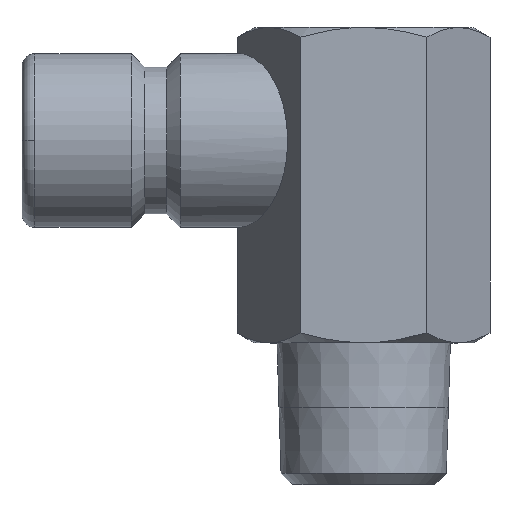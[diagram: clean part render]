
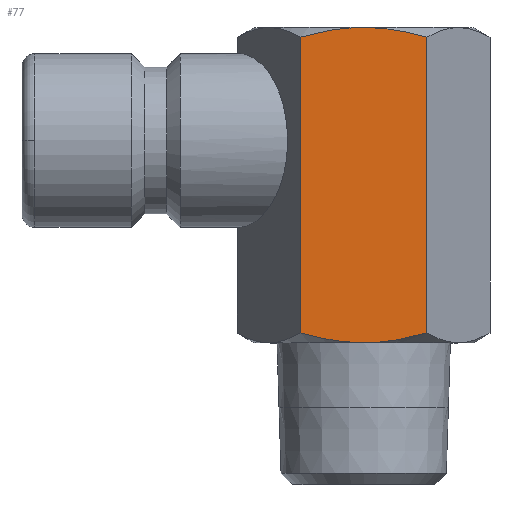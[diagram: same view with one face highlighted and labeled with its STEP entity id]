
A CAD part, top view. The second image highlights one B-rep face of the part: STEP entity #77.
In plain terms, the highlighted planar face has unit normal (0, 0, 1).
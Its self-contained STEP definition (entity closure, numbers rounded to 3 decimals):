
#77=ADVANCED_FACE('',(#197),#198,.T.);
#197=FACE_OUTER_BOUND('',#362,.T.);
#198=PLANE('',#363);
#362=EDGE_LOOP('',(#527,#528,#529,#530,#531,#532));
#363=AXIS2_PLACEMENT_3D('',#533,#534,#535);
#527=ORIENTED_EDGE('',*,*,#954,.F.);
#528=ORIENTED_EDGE('',*,*,#955,.F.);
#529=ORIENTED_EDGE('',*,*,#956,.T.);
#530=ORIENTED_EDGE('',*,*,#957,.F.);
#531=ORIENTED_EDGE('',*,*,#958,.F.);
#532=ORIENTED_EDGE('',*,*,#959,.F.);
#533=CARTESIAN_POINT('',(0.,10.0,8.5));
#534=DIRECTION('',(0.,0.0,1.0));
#535=DIRECTION('',(1.0,0.0,0.));
#954=EDGE_CURVE('',#1123,#1124,#1125,.T.);
#955=EDGE_CURVE('',#1126,#1123,#1127,.T.);
#956=EDGE_CURVE('',#1126,#1128,#1129,.T.);
#957=EDGE_CURVE('',#1130,#1128,#1131,.T.);
#958=EDGE_CURVE('',#1132,#1130,#1133,.T.);
#959=EDGE_CURVE('',#1124,#1132,#1134,.T.);
#1123=VERTEX_POINT('',#1406);
#1124=VERTEX_POINT('',#1407);
#1125=(B_SPLINE_CURVE(2,(#1409,#1410,#1411,#1412,#1413),.UNSPECIFIED.,.F.,.F.)B_SPLINE_CURVE_WITH_KNOTS((3,2,3),(0.0,4.984,9.968),.UNSPECIFIED.)RATIONAL_B_SPLINE_CURVE((1.0,1.038,1.0,1.038,1.0))BOUNDED_CURVE()REPRESENTATION_ITEM('')GEOMETRIC_REPRESENTATION_ITEM()CURVE());
#1126=VERTEX_POINT('',#1420);
#1127=(B_SPLINE_CURVE(2,(#1422,#1423,#1424,#1425,#1426),.UNSPECIFIED.,.F.,.F.)B_SPLINE_CURVE_WITH_KNOTS((3,2,3),(0.0,4.984,9.968),.UNSPECIFIED.)RATIONAL_B_SPLINE_CURVE((1.0,1.038,1.0,1.038,1.0))BOUNDED_CURVE()REPRESENTATION_ITEM('')GEOMETRIC_REPRESENTATION_ITEM()CURVE());
#1128=VERTEX_POINT('',#1433);
#1129=LINE('',#1434,#1435);
#1130=VERTEX_POINT('',#1436);
#1131=(B_SPLINE_CURVE(2,(#1438,#1439,#1440,#1441,#1442),.UNSPECIFIED.,.F.,.F.)B_SPLINE_CURVE_WITH_KNOTS((3,2,3),(0.0,4.984,9.968),.UNSPECIFIED.)RATIONAL_B_SPLINE_CURVE((1.0,1.038,1.0,1.038,1.0))BOUNDED_CURVE()REPRESENTATION_ITEM('')GEOMETRIC_REPRESENTATION_ITEM()CURVE());
#1132=VERTEX_POINT('',#1449);
#1133=(B_SPLINE_CURVE(2,(#1451,#1452,#1453,#1454,#1455),.UNSPECIFIED.,.F.,.F.)B_SPLINE_CURVE_WITH_KNOTS((3,2,3),(0.0,4.984,9.968),.UNSPECIFIED.)RATIONAL_B_SPLINE_CURVE((1.0,1.038,1.0,1.038,1.0))BOUNDED_CURVE()REPRESENTATION_ITEM('')GEOMETRIC_REPRESENTATION_ITEM()CURVE());
#1134=LINE('',#1462,#1463);
#1406=CARTESIAN_POINT('',(0.,11.0,8.5));
#1407=CARTESIAN_POINT('',(-4.907,11.759,8.5));
#1409=CARTESIAN_POINT('',(4.913,11.761,8.5));
#1410=CARTESIAN_POINT('',(2.28,11.0,8.5));
#1411=CARTESIAN_POINT('',(0.,11.0,8.5));
#1412=CARTESIAN_POINT('',(-2.28,11.0,8.5));
#1413=CARTESIAN_POINT('',(-4.913,11.761,8.5));
#1420=CARTESIAN_POINT('',(4.907,11.759,8.5));
#1422=CARTESIAN_POINT('',(4.913,11.761,8.5));
#1423=CARTESIAN_POINT('',(2.28,11.0,8.5));
#1424=CARTESIAN_POINT('',(0.,11.0,8.5));
#1425=CARTESIAN_POINT('',(-2.28,11.0,8.5));
#1426=CARTESIAN_POINT('',(-4.913,11.761,8.5));
#1433=CARTESIAN_POINT('',(4.907,34.741,8.5));
#1434=CARTESIAN_POINT('',(4.907,10.0,8.5));
#1435=VECTOR('',#1974,1.0);
#1436=CARTESIAN_POINT('',(0.,35.5,8.5));
#1438=CARTESIAN_POINT('',(-4.913,34.739,8.5));
#1439=CARTESIAN_POINT('',(-2.28,35.5,8.5));
#1440=CARTESIAN_POINT('',(0.,35.5,8.5));
#1441=CARTESIAN_POINT('',(2.28,35.5,8.5));
#1442=CARTESIAN_POINT('',(4.913,34.739,8.5));
#1449=CARTESIAN_POINT('',(-4.907,34.741,8.5));
#1451=CARTESIAN_POINT('',(-4.913,34.739,8.5));
#1452=CARTESIAN_POINT('',(-2.28,35.5,8.5));
#1453=CARTESIAN_POINT('',(0.,35.5,8.5));
#1454=CARTESIAN_POINT('',(2.28,35.5,8.5));
#1455=CARTESIAN_POINT('',(4.913,34.739,8.5));
#1462=CARTESIAN_POINT('',(-4.907,10.0,8.5));
#1463=VECTOR('',#1975,1.0);
#1974=DIRECTION('',(0.0,1.0,0.0));
#1975=DIRECTION('',(0.0,1.0,0.0));
